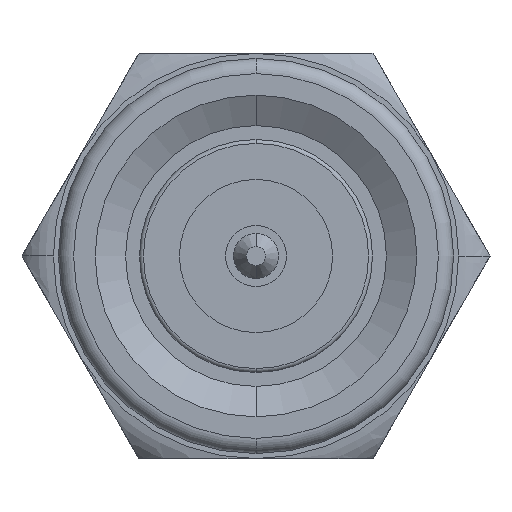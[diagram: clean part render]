
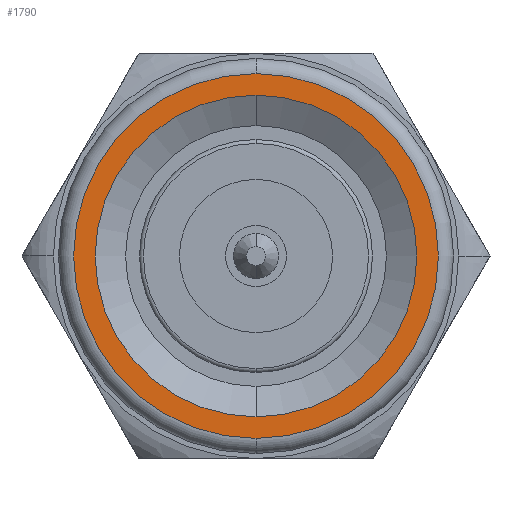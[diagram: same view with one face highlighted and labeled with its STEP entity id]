
A CAD part, left-side view. The second image highlights one B-rep face of the part: STEP entity #1790.
In plain terms, the highlighted planar face has unit normal (-1, 0, 0).
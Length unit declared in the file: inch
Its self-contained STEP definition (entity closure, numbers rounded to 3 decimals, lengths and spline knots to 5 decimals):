
#4 = FACE_BOUND ( 'NONE', #1508, .T. ) ;
#70 = DIRECTION ( 'NONE',  ( -1., 0., 0. ) ) ;
#128 = AXIS2_PLACEMENT_3D ( 'NONE', #2284, #3327, #1754 ) ;
#188 = EDGE_CURVE ( 'NONE', #920, #1940, #1445, .T. ) ;
#330 = VERTEX_POINT ( 'NONE', #3020 ) ;
#352 = VERTEX_POINT ( 'NONE', #2305 ) ;
#397 = ORIENTED_EDGE ( 'NONE', *, *, #188, .F. ) ;
#511 = CARTESIAN_POINT ( 'NONE',  ( -0.72908, 0., -0.14172 ) ) ;
#587 = CARTESIAN_POINT ( 'NONE',  ( -0.72908, 0., -0.12499 ) ) ;
#592 = AXIS2_PLACEMENT_3D ( 'NONE', #511, #764, #1539 ) ;
#703 = EDGE_CURVE ( 'NONE', #1940, #920, #1042, .T. ) ;
#764 = DIRECTION ( 'NONE',  ( 1., 0., 0. ) ) ;
#920 = VERTEX_POINT ( 'NONE', #1277 ) ;
#997 = AXIS2_PLACEMENT_3D ( 'NONE', #1934, #1115, #2719 ) ;
#1021 = DIRECTION ( 'NONE',  ( -1., 0., 0. ) ) ;
#1042 = CIRCLE ( 'NONE', #128, 0.12499 ) ;
#1115 = DIRECTION ( 'NONE',  ( -1., 0., 0. ) ) ;
#1277 = CARTESIAN_POINT ( 'NONE',  ( -0.72908, 0., 0.12499 ) ) ;
#1296 = FACE_OUTER_BOUND ( 'NONE', #2770, .T. ) ;
#1445 = CIRCLE ( 'NONE', #997, 0.12499 ) ;
#1506 = DIRECTION ( 'NONE',  ( 0., 0., 1. ) ) ;
#1508 = EDGE_LOOP ( 'NONE', ( #397, #2179 ) ) ;
#1539 = DIRECTION ( 'NONE',  ( 0., 0., -1. ) ) ;
#1754 = DIRECTION ( 'NONE',  ( 0., 0., 1. ) ) ;
#1790 = ADVANCED_FACE ( 'NONE', ( #4, #1296 ), #2343, .F. ) ;
#1931 = CARTESIAN_POINT ( 'NONE',  ( -0.72908, 0., 0. ) ) ;
#1934 = CARTESIAN_POINT ( 'NONE',  ( -0.72908, 0., 0. ) ) ;
#1940 = VERTEX_POINT ( 'NONE', #587 ) ;
#2010 = AXIS2_PLACEMENT_3D ( 'NONE', #2807, #1021, #1506 ) ;
#2069 = CIRCLE ( 'NONE', #2010, 0.14172 ) ;
#2152 = EDGE_CURVE ( 'NONE', #352, #330, #3044, .T. ) ;
#2179 = ORIENTED_EDGE ( 'NONE', *, *, #703, .F. ) ;
#2284 = CARTESIAN_POINT ( 'NONE',  ( -0.72908, 0., 0. ) ) ;
#2305 = CARTESIAN_POINT ( 'NONE',  ( -0.72908, 0., -0.14172 ) ) ;
#2343 = PLANE ( 'NONE',  #592 ) ;
#2645 = ORIENTED_EDGE ( 'NONE', *, *, #2809, .T. ) ;
#2719 = DIRECTION ( 'NONE',  ( 0., 0., 1. ) ) ;
#2770 = EDGE_LOOP ( 'NONE', ( #2645, #2879 ) ) ;
#2807 = CARTESIAN_POINT ( 'NONE',  ( -0.72908, 0., 0. ) ) ;
#2809 = EDGE_CURVE ( 'NONE', #330, #352, #2069, .T. ) ;
#2879 = ORIENTED_EDGE ( 'NONE', *, *, #2152, .T. ) ;
#2888 = AXIS2_PLACEMENT_3D ( 'NONE', #1931, #70, #2933 ) ;
#2933 = DIRECTION ( 'NONE',  ( 0., 0., 1. ) ) ;
#3020 = CARTESIAN_POINT ( 'NONE',  ( -0.72908, 0., 0.14172 ) ) ;
#3044 = CIRCLE ( 'NONE', #2888, 0.14172 ) ;
#3327 = DIRECTION ( 'NONE',  ( -1., 0., 0. ) ) ;
